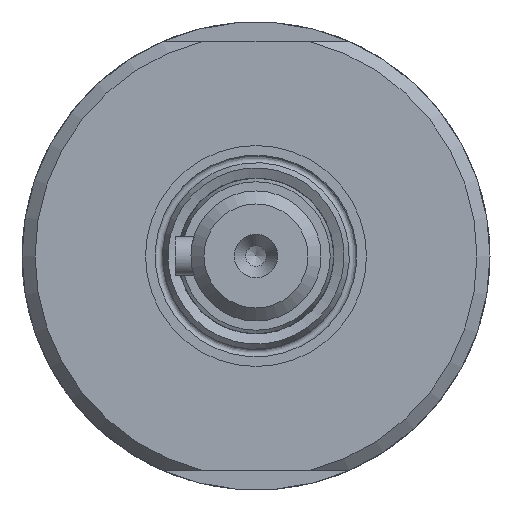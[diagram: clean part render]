
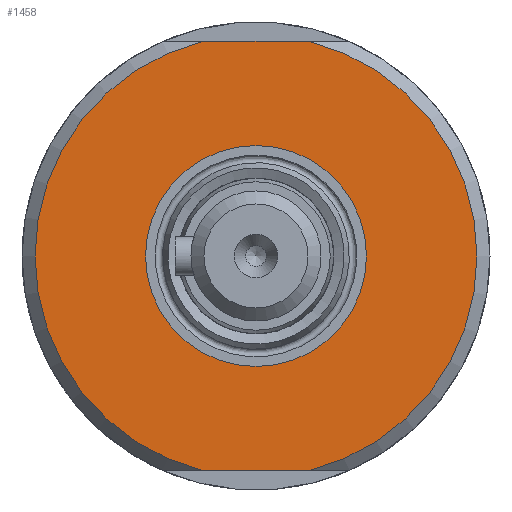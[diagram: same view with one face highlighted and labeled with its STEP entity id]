
A CAD part, left-side view. The second image highlights one B-rep face of the part: STEP entity #1458.
In plain terms, the highlighted planar face has unit normal (-1, 0, 0).
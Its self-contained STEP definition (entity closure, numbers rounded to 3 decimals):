
#1402=CARTESIAN_POINT('',(-113.2,8.5,0.));
#1403=VERTEX_POINT('',#1402);
#1404=CARTESIAN_POINT('',(-113.2,0.,0.));
#1405=DIRECTION('',(1.0,0.0,0.0));
#1406=DIRECTION('',(0.0,1.0,0.0));
#1407=AXIS2_PLACEMENT_3D('',#1404,#1405,#1406);
#1408=CIRCLE('',#1407,8.5);
#1409=EDGE_CURVE('',#1403,#1403,#1408,.T.);
#1414=CARTESIAN_POINT('',(-113.2,9.,0.));
#1415=DIRECTION('',(-1.0,0.0,0.0));
#1416=DIRECTION('',(0.0,0.0,1.0));
#1417=AXIS2_PLACEMENT_3D('',#1414,#1415,#1416);
#1418=PLANE('',#1417);
#1419=CARTESIAN_POINT('',(-113.2,4.093,-16.5));
#1420=VERTEX_POINT('',#1419);
#1421=CARTESIAN_POINT('',(-113.2,-4.093,-16.5));
#1422=VERTEX_POINT('',#1421);
#1423=CARTESIAN_POINT('',(-113.2,4.093,-16.5));
#1424=DIRECTION('',(0.0,-1.0,0.0));
#1425=VECTOR('',#1424,8.185);
#1426=LINE('',#1423,#1425);
#1427=EDGE_CURVE('',#1420,#1422,#1426,.T.);
#1428=ORIENTED_EDGE('',*,*,#1427,.T.);
#1429=CARTESIAN_POINT('',(-113.2,-4.093,16.5));
#1430=VERTEX_POINT('',#1429);
#1431=CARTESIAN_POINT('',(-113.2,0.,0.));
#1432=DIRECTION('',(1.0,0.0,0.0));
#1433=DIRECTION('',(0.0,-1.0,0.0));
#1434=AXIS2_PLACEMENT_3D('',#1431,#1432,#1433);
#1435=CIRCLE('',#1434,17.0);
#1436=EDGE_CURVE('',#1430,#1422,#1435,.T.);
#1437=ORIENTED_EDGE('',*,*,#1436,.F.);
#1438=CARTESIAN_POINT('',(-113.2,4.093,16.5));
#1439=VERTEX_POINT('',#1438);
#1440=CARTESIAN_POINT('',(-113.2,-4.093,16.5));
#1441=DIRECTION('',(0.0,1.0,0.0));
#1442=VECTOR('',#1441,8.185);
#1443=LINE('',#1440,#1442);
#1444=EDGE_CURVE('',#1430,#1439,#1443,.T.);
#1445=ORIENTED_EDGE('',*,*,#1444,.T.);
#1446=CARTESIAN_POINT('',(-113.2,0.,0.));
#1447=DIRECTION('',(1.0,0.0,0.0));
#1448=DIRECTION('',(0.0,-1.0,0.0));
#1449=AXIS2_PLACEMENT_3D('',#1446,#1447,#1448);
#1450=CIRCLE('',#1449,17.0);
#1451=EDGE_CURVE('',#1420,#1439,#1450,.T.);
#1452=ORIENTED_EDGE('',*,*,#1451,.F.);
#1453=EDGE_LOOP('',(#1428,#1437,#1445,#1452));
#1454=FACE_OUTER_BOUND('',#1453,.T.);
#1455=ORIENTED_EDGE('',*,*,#1409,.T.);
#1456=EDGE_LOOP('',(#1455));
#1457=FACE_BOUND('',#1456,.T.);
#1458=ADVANCED_FACE('',(#1454,#1457),#1418,.T.);
